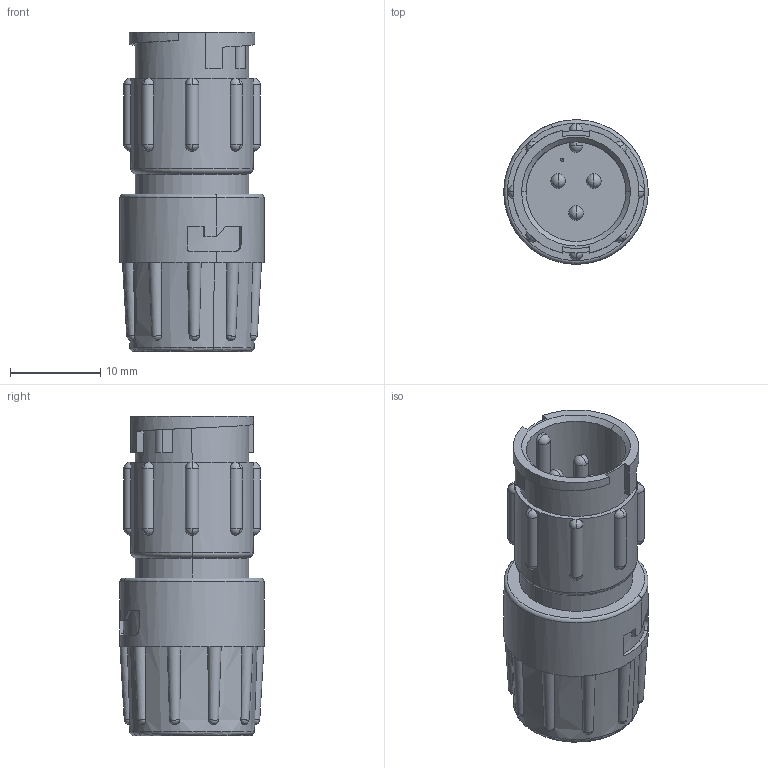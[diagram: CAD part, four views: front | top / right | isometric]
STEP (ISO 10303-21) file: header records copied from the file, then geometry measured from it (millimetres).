
FILE_DESCRIPTION (( 'STEP AP203' ), '1' );
FILE_NAME ('8380-3PG-311.STEP', '2017-02-28T15:24:30', ( '' ), ( '' ), 'SwSTEP 2.0', 'SolidWorks 2014', '' );
FILE_SCHEMA (( 'CONFIG_CONTROL_DESIGN' ));
Length unit declared in the file: inch
Products named in the file (1): 8380-3PG-311
Bounding box: 16 x 16 x 35.43 mm (x, y, z)
Volume: 4826.7 mm3; surface area: 2622.5 mm2
Topology: 1 solids, 1 shells, 183 faces, 533 edges, 322 vertices
Faces by surface type: cylinder 63, plane 48, sphere 40, bspline 22, torus 6, cone 4
Entity records: 9982 total; most frequent: CARTESIAN_POINT 5517, ORIENTED_EDGE 976, DIRECTION 880, EDGE_CURVE 488, AXIS2_PLACEMENT_3D 374, VERTEX_POINT 317, CIRCLE 212, EDGE_LOOP 193
